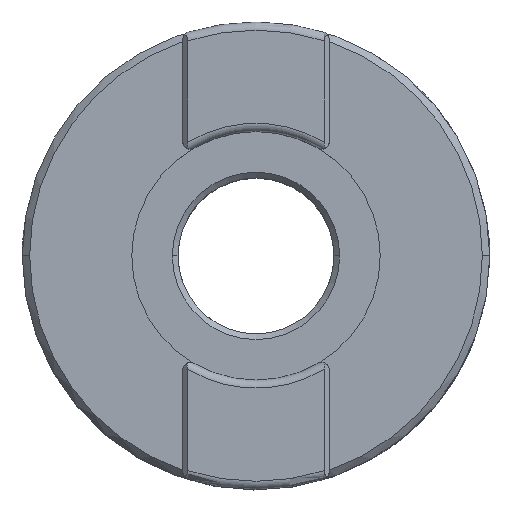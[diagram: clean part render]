
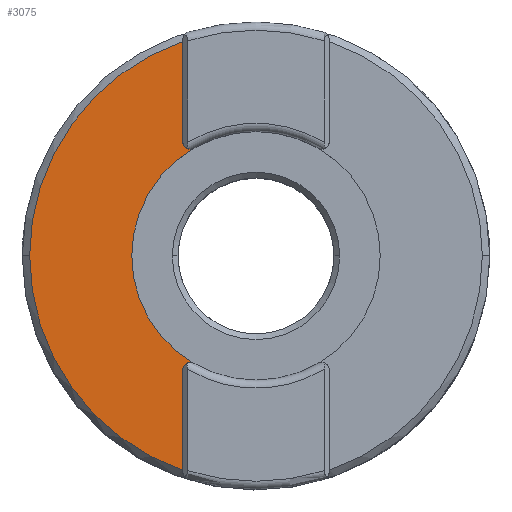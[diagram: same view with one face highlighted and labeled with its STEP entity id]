
A CAD part, top view. The second image highlights one B-rep face of the part: STEP entity #3075.
In plain terms, the highlighted planar face has unit normal (0, 0, 1).
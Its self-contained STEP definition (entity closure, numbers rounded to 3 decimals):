
#26 = EDGE_CURVE ( 'NONE', #2721, #2629, #288, .T. ) ;
#31 = DIRECTION ( 'NONE',  ( 0., 0., -1. ) ) ;
#55 = LINE ( 'NONE', #2348, #351 ) ;
#76 = CARTESIAN_POINT ( 'NONE',  ( 0., 0., 26.9 ) ) ;
#98 = CIRCLE ( 'NONE', #3025, 27.6 ) ;
#116 = VERTEX_POINT ( 'NONE', #1949 ) ;
#288 = CIRCLE ( 'NONE', #1315, 0.9 ) ;
#351 = VECTOR ( 'NONE', #3500, 1000. ) ;
#353 = AXIS2_PLACEMENT_3D ( 'NONE', #374, #676, #1802 ) ;
#374 = CARTESIAN_POINT ( 'NONE',  ( 0., 0., 26.9 ) ) ;
#613 = ORIENTED_EDGE ( 'NONE', *, *, #1307, .F. ) ;
#649 = FACE_OUTER_BOUND ( 'NONE', #3036, .T. ) ;
#676 = DIRECTION ( 'NONE',  ( 0., 0., -1. ) ) ;
#868 = EDGE_CURVE ( 'NONE', #2629, #2125, #1318, .T. ) ;
#940 = DIRECTION ( 'NONE',  ( 1., 0., 0. ) ) ;
#1034 = EDGE_CURVE ( 'NONE', #2125, #3357, #2912, .T. ) ;
#1082 = AXIS2_PLACEMENT_3D ( 'NONE', #1815, #1454, #940 ) ;
#1098 = DIRECTION ( 'NONE',  ( 1., 0., 0. ) ) ;
#1134 = CARTESIAN_POINT ( 'NONE',  ( -7.566, -13.126, 26.9 ) ) ;
#1235 = VERTEX_POINT ( 'NONE', #2781 ) ;
#1295 = ORIENTED_EDGE ( 'NONE', *, *, #868, .T. ) ;
#1307 = EDGE_CURVE ( 'NONE', #1999, #116, #2311, .T. ) ;
#1315 = AXIS2_PLACEMENT_3D ( 'NONE', #2525, #3352, #1098 ) ;
#1318 = CIRCLE ( 'NONE', #353, 15.15 ) ;
#1390 = CARTESIAN_POINT ( 'NONE',  ( 0., 0., 26.9 ) ) ;
#1454 = DIRECTION ( 'NONE',  ( 0., 0., 1. ) ) ;
#1472 = CARTESIAN_POINT ( 'NONE',  ( 0., 0., 26.9 ) ) ;
#1606 = AXIS2_PLACEMENT_3D ( 'NONE', #3168, #2333, #3483 ) ;
#1802 = DIRECTION ( 'NONE',  ( 1., 0., 0. ) ) ;
#1815 = CARTESIAN_POINT ( 'NONE',  ( 0., 0., 26.9 ) ) ;
#1837 = VERTEX_POINT ( 'NONE', #2740 ) ;
#1949 = CARTESIAN_POINT ( 'NONE',  ( -27.6, 0., 26.9 ) ) ;
#1982 = ORIENTED_EDGE ( 'NONE', *, *, #3189, .T. ) ;
#1999 = VERTEX_POINT ( 'NONE', #3218 ) ;
#2125 = VERTEX_POINT ( 'NONE', #2450 ) ;
#2168 = CARTESIAN_POINT ( 'NONE',  ( -8.915, 27.07, 26.9 ) ) ;
#2243 = CIRCLE ( 'NONE', #1606, 0.9 ) ;
#2311 = CIRCLE ( 'NONE', #2619, 27.6 ) ;
#2333 = DIRECTION ( 'NONE',  ( 0., 0., -1. ) ) ;
#2347 = ORIENTED_EDGE ( 'NONE', *, *, #26, .T. ) ;
#2348 = CARTESIAN_POINT ( 'NONE',  ( -8.915, 27.07, 26.9 ) ) ;
#2382 = ORIENTED_EDGE ( 'NONE', *, *, #3070, .T. ) ;
#2450 = CARTESIAN_POINT ( 'NONE',  ( -15.15, 0., 26.9 ) ) ;
#2481 = ORIENTED_EDGE ( 'NONE', *, *, #3339, .F. ) ;
#2525 = CARTESIAN_POINT ( 'NONE',  ( -8.015, -13.905, 26.9 ) ) ;
#2544 = VECTOR ( 'NONE', #3311, 1000. ) ;
#2545 = ORIENTED_EDGE ( 'NONE', *, *, #3117, .T. ) ;
#2575 = DIRECTION ( 'NONE',  ( 1., 0., 0. ) ) ;
#2604 = DIRECTION ( 'NONE',  ( 0., 0., -1. ) ) ;
#2619 = AXIS2_PLACEMENT_3D ( 'NONE', #76, #31, #2575 ) ;
#2629 = VERTEX_POINT ( 'NONE', #1134 ) ;
#2721 = VERTEX_POINT ( 'NONE', #3396 ) ;
#2740 = CARTESIAN_POINT ( 'NONE',  ( -8.915, 26.121, 26.9 ) ) ;
#2781 = CARTESIAN_POINT ( 'NONE',  ( -8.915, 13.905, 26.9 ) ) ;
#2912 = CIRCLE ( 'NONE', #3579, 15.15 ) ;
#2977 = LINE ( 'NONE', #2168, #2544 ) ;
#3025 = AXIS2_PLACEMENT_3D ( 'NONE', #1390, #3122, #3625 ) ;
#3036 = EDGE_LOOP ( 'NONE', ( #2545, #2347, #1295, #3224, #2382, #1982, #2481, #613 ) ) ;
#3070 = EDGE_CURVE ( 'NONE', #3357, #1235, #2243, .T. ) ;
#3075 = ADVANCED_FACE ( 'NONE', ( #649 ), #3441, .T. ) ;
#3117 = EDGE_CURVE ( 'NONE', #1999, #2721, #55, .T. ) ;
#3122 = DIRECTION ( 'NONE',  ( 0., 0., -1. ) ) ;
#3132 = DIRECTION ( 'NONE',  ( 1., 0., 0. ) ) ;
#3168 = CARTESIAN_POINT ( 'NONE',  ( -8.015, 13.905, 26.9 ) ) ;
#3189 = EDGE_CURVE ( 'NONE', #1235, #1837, #2977, .T. ) ;
#3218 = CARTESIAN_POINT ( 'NONE',  ( -8.915, -26.121, 26.9 ) ) ;
#3224 = ORIENTED_EDGE ( 'NONE', *, *, #1034, .T. ) ;
#3311 = DIRECTION ( 'NONE',  ( 0., 1., 0. ) ) ;
#3339 = EDGE_CURVE ( 'NONE', #116, #1837, #98, .T. ) ;
#3352 = DIRECTION ( 'NONE',  ( 0., 0., -1. ) ) ;
#3357 = VERTEX_POINT ( 'NONE', #3675 ) ;
#3396 = CARTESIAN_POINT ( 'NONE',  ( -8.915, -13.905, 26.9 ) ) ;
#3441 = PLANE ( 'NONE',  #1082 ) ;
#3483 = DIRECTION ( 'NONE',  ( 1., 0., 0. ) ) ;
#3500 = DIRECTION ( 'NONE',  ( 0., 1., 0. ) ) ;
#3579 = AXIS2_PLACEMENT_3D ( 'NONE', #1472, #2604, #3132 ) ;
#3625 = DIRECTION ( 'NONE',  ( 1., 0., 0. ) ) ;
#3675 = CARTESIAN_POINT ( 'NONE',  ( -7.566, 13.126, 26.9 ) ) ;
